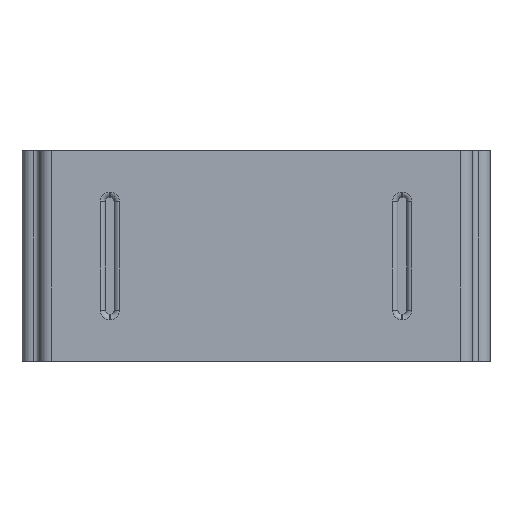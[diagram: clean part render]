
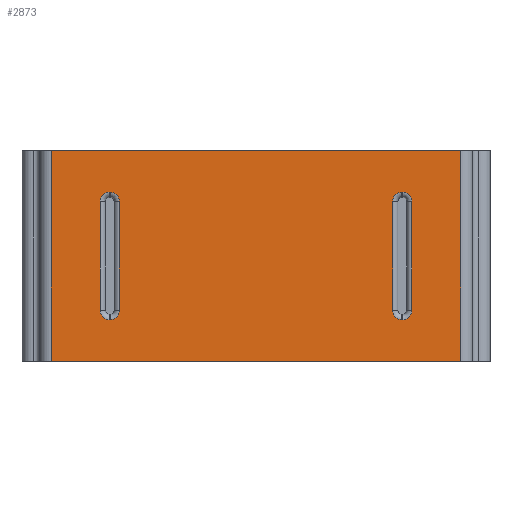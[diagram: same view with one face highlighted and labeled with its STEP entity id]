
A CAD part, top view. The second image highlights one B-rep face of the part: STEP entity #2873.
In plain terms, the highlighted planar face has unit normal (0, 0, 1).
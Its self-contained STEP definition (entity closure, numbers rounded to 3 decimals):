
#20=FACE_BOUND('',#970,.T.);
#21=FACE_BOUND('',#971,.T.);
#131=PLANE('',#3152);
#256=LINE('',#4695,#494);
#258=LINE('',#4707,#496);
#260=LINE('',#4719,#498);
#262=LINE('',#4731,#500);
#263=LINE('',#4738,#501);
#264=LINE('',#4740,#502);
#265=LINE('',#4742,#503);
#266=LINE('',#4743,#504);
#267=LINE('',#4746,#505);
#268=LINE('',#4750,#506);
#269=LINE('',#4754,#507);
#270=LINE('',#4758,#508);
#494=VECTOR('',#3668,10.);
#496=VECTOR('',#3682,10.);
#498=VECTOR('',#3696,10.);
#500=VECTOR('',#3710,10.);
#501=VECTOR('',#3719,10.);
#502=VECTOR('',#3720,10.);
#503=VECTOR('',#3721,10.);
#504=VECTOR('',#3722,10.);
#505=VECTOR('',#3723,10.);
#506=VECTOR('',#3726,10.);
#507=VECTOR('',#3729,10.);
#508=VECTOR('',#3732,10.);
#799=FACE_OUTER_BOUND('',#969,.T.);
#969=EDGE_LOOP('',(#2245,#2246,#2247,#2248));
#970=EDGE_LOOP('',(#2249,#2250,#2251,#2252,#2253,#2254,#2255,#2256));
#971=EDGE_LOOP('',(#2257,#2258,#2259,#2260,#2261,#2262,#2263,#2264));
#1179=CIRCLE('',#3134,1.6);
#1183=CIRCLE('',#3140,1.6);
#1187=CIRCLE('',#3146,1.6);
#1190=CIRCLE('',#3151,1.6);
#1191=CIRCLE('',#3153,1.6);
#1192=CIRCLE('',#3154,1.6);
#1193=CIRCLE('',#3155,1.6);
#1194=CIRCLE('',#3156,1.6);
#1367=VERTEX_POINT('',#4688);
#1370=VERTEX_POINT('',#4693);
#1372=VERTEX_POINT('',#4699);
#1374=VERTEX_POINT('',#4705);
#1376=VERTEX_POINT('',#4711);
#1378=VERTEX_POINT('',#4717);
#1380=VERTEX_POINT('',#4723);
#1382=VERTEX_POINT('',#4729);
#1383=VERTEX_POINT('',#4736);
#1384=VERTEX_POINT('',#4737);
#1385=VERTEX_POINT('',#4739);
#1386=VERTEX_POINT('',#4741);
#1387=VERTEX_POINT('',#4744);
#1388=VERTEX_POINT('',#4745);
#1389=VERTEX_POINT('',#4747);
#1390=VERTEX_POINT('',#4749);
#1391=VERTEX_POINT('',#4751);
#1392=VERTEX_POINT('',#4753);
#1393=VERTEX_POINT('',#4755);
#1394=VERTEX_POINT('',#4757);
#1682=EDGE_CURVE('',#1370,#1367,#256,.T.);
#1685=EDGE_CURVE('',#1372,#1370,#1179,.T.);
#1688=EDGE_CURVE('',#1374,#1372,#258,.T.);
#1691=EDGE_CURVE('',#1376,#1374,#1183,.T.);
#1694=EDGE_CURVE('',#1378,#1376,#260,.T.);
#1697=EDGE_CURVE('',#1380,#1378,#1187,.T.);
#1700=EDGE_CURVE('',#1382,#1380,#262,.T.);
#1702=EDGE_CURVE('',#1367,#1382,#1190,.T.);
#1703=EDGE_CURVE('',#1383,#1384,#263,.T.);
#1704=EDGE_CURVE('',#1384,#1385,#264,.T.);
#1705=EDGE_CURVE('',#1385,#1386,#265,.T.);
#1706=EDGE_CURVE('',#1386,#1383,#266,.T.);
#1707=EDGE_CURVE('',#1387,#1388,#267,.T.);
#1708=EDGE_CURVE('',#1389,#1387,#1191,.T.);
#1709=EDGE_CURVE('',#1390,#1389,#268,.T.);
#1710=EDGE_CURVE('',#1391,#1390,#1192,.T.);
#1711=EDGE_CURVE('',#1392,#1391,#269,.T.);
#1712=EDGE_CURVE('',#1393,#1392,#1193,.T.);
#1713=EDGE_CURVE('',#1394,#1393,#270,.T.);
#1714=EDGE_CURVE('',#1388,#1394,#1194,.T.);
#2245=ORIENTED_EDGE('',*,*,#1703,.T.);
#2246=ORIENTED_EDGE('',*,*,#1704,.T.);
#2247=ORIENTED_EDGE('',*,*,#1705,.T.);
#2248=ORIENTED_EDGE('',*,*,#1706,.T.);
#2249=ORIENTED_EDGE('',*,*,#1707,.F.);
#2250=ORIENTED_EDGE('',*,*,#1708,.F.);
#2251=ORIENTED_EDGE('',*,*,#1709,.F.);
#2252=ORIENTED_EDGE('',*,*,#1710,.F.);
#2253=ORIENTED_EDGE('',*,*,#1711,.F.);
#2254=ORIENTED_EDGE('',*,*,#1712,.F.);
#2255=ORIENTED_EDGE('',*,*,#1713,.F.);
#2256=ORIENTED_EDGE('',*,*,#1714,.F.);
#2257=ORIENTED_EDGE('',*,*,#1682,.F.);
#2258=ORIENTED_EDGE('',*,*,#1685,.F.);
#2259=ORIENTED_EDGE('',*,*,#1688,.F.);
#2260=ORIENTED_EDGE('',*,*,#1691,.F.);
#2261=ORIENTED_EDGE('',*,*,#1694,.F.);
#2262=ORIENTED_EDGE('',*,*,#1697,.F.);
#2263=ORIENTED_EDGE('',*,*,#1700,.F.);
#2264=ORIENTED_EDGE('',*,*,#1702,.F.);
#2873=ADVANCED_FACE('',(#799,#20,#21),#131,.T.);
#3134=AXIS2_PLACEMENT_3D('',#4701,#3675,#3676);
#3140=AXIS2_PLACEMENT_3D('',#4713,#3689,#3690);
#3146=AXIS2_PLACEMENT_3D('',#4725,#3703,#3704);
#3151=AXIS2_PLACEMENT_3D('',#4734,#3715,#3716);
#3152=AXIS2_PLACEMENT_3D('',#4735,#3717,#3718);
#3153=AXIS2_PLACEMENT_3D('',#4748,#3724,#3725);
#3154=AXIS2_PLACEMENT_3D('',#4752,#3727,#3728);
#3155=AXIS2_PLACEMENT_3D('',#4756,#3730,#3731);
#3156=AXIS2_PLACEMENT_3D('',#4759,#3733,#3734);
#3668=DIRECTION('',(1.,0.,0.));
#3675=DIRECTION('center_axis',(0.,0.,1.));
#3676=DIRECTION('ref_axis',(-0.707,-0.707,0.));
#3682=DIRECTION('',(0.,-1.,0.));
#3689=DIRECTION('center_axis',(0.,0.,1.));
#3690=DIRECTION('ref_axis',(-0.707,0.707,0.));
#3696=DIRECTION('',(-1.,0.,0.));
#3703=DIRECTION('center_axis',(0.,0.,1.));
#3704=DIRECTION('ref_axis',(0.707,0.707,0.));
#3710=DIRECTION('',(0.,1.,0.));
#3715=DIRECTION('center_axis',(0.,0.,1.));
#3716=DIRECTION('ref_axis',(0.707,-0.707,0.));
#3717=DIRECTION('center_axis',(0.,0.,1.));
#3718=DIRECTION('ref_axis',(1.,0.,0.));
#3719=DIRECTION('',(0.,1.,0.));
#3720=DIRECTION('',(-1.,0.,0.));
#3721=DIRECTION('',(0.,-1.,0.));
#3722=DIRECTION('',(1.,0.,0.));
#3723=DIRECTION('',(1.,0.,0.));
#3724=DIRECTION('center_axis',(0.,0.,1.));
#3725=DIRECTION('ref_axis',(-0.707,-0.707,0.));
#3726=DIRECTION('',(0.,-1.,0.));
#3727=DIRECTION('center_axis',(0.,0.,1.));
#3728=DIRECTION('ref_axis',(-0.707,0.707,0.));
#3729=DIRECTION('',(-1.,0.,0.));
#3730=DIRECTION('center_axis',(0.,0.,1.));
#3731=DIRECTION('ref_axis',(0.707,0.707,0.));
#3732=DIRECTION('',(0.,1.,0.));
#3733=DIRECTION('center_axis',(0.,0.,1.));
#3734=DIRECTION('ref_axis',(0.707,-0.707,0.));
#4688=CARTESIAN_POINT('',(25.05,-10.9,1.));
#4693=CARTESIAN_POINT('',(24.95,-10.9,1.));
#4695=CARTESIAN_POINT('',(12.525,-10.9,1.));
#4699=CARTESIAN_POINT('',(23.35,-9.3,1.));
#4701=CARTESIAN_POINT('Origin',(24.95,-9.3,1.));
#4705=CARTESIAN_POINT('',(23.35,9.3,1.));
#4707=CARTESIAN_POINT('',(23.35,-4.65,1.));
#4711=CARTESIAN_POINT('',(24.95,10.9,1.));
#4713=CARTESIAN_POINT('Origin',(24.95,9.3,1.));
#4717=CARTESIAN_POINT('',(25.05,10.9,1.));
#4719=CARTESIAN_POINT('',(12.475,10.9,1.));
#4723=CARTESIAN_POINT('',(26.65,9.3,1.));
#4725=CARTESIAN_POINT('Origin',(25.05,9.3,1.));
#4729=CARTESIAN_POINT('',(26.65,-9.3,1.));
#4731=CARTESIAN_POINT('',(26.65,4.65,1.));
#4734=CARTESIAN_POINT('Origin',(25.05,-9.3,1.));
#4735=CARTESIAN_POINT('Origin',(0.,0.,1.));
#4736=CARTESIAN_POINT('',(35.,-18.,1.));
#4737=CARTESIAN_POINT('',(35.,18.,1.));
#4738=CARTESIAN_POINT('',(35.,9.,1.));
#4739=CARTESIAN_POINT('',(-35.,18.,1.));
#4740=CARTESIAN_POINT('',(-37.,18.,1.));
#4741=CARTESIAN_POINT('',(-35.,-18.,1.));
#4742=CARTESIAN_POINT('',(-35.,-9.,1.));
#4743=CARTESIAN_POINT('',(37.,-18.,1.));
#4744=CARTESIAN_POINT('',(-25.05,-10.9,1.));
#4745=CARTESIAN_POINT('',(-24.95,-10.9,1.));
#4746=CARTESIAN_POINT('',(-12.475,-10.9,1.));
#4747=CARTESIAN_POINT('',(-26.65,-9.3,1.));
#4748=CARTESIAN_POINT('Origin',(-25.05,-9.3,1.));
#4749=CARTESIAN_POINT('',(-26.65,9.3,1.));
#4750=CARTESIAN_POINT('',(-26.65,-4.65,1.));
#4751=CARTESIAN_POINT('',(-25.05,10.9,1.));
#4752=CARTESIAN_POINT('Origin',(-25.05,9.3,1.));
#4753=CARTESIAN_POINT('',(-24.95,10.9,1.));
#4754=CARTESIAN_POINT('',(-12.525,10.9,1.));
#4755=CARTESIAN_POINT('',(-23.35,9.3,1.));
#4756=CARTESIAN_POINT('Origin',(-24.95,9.3,1.));
#4757=CARTESIAN_POINT('',(-23.35,-9.3,1.));
#4758=CARTESIAN_POINT('',(-23.35,4.65,1.));
#4759=CARTESIAN_POINT('Origin',(-24.95,-9.3,1.));
